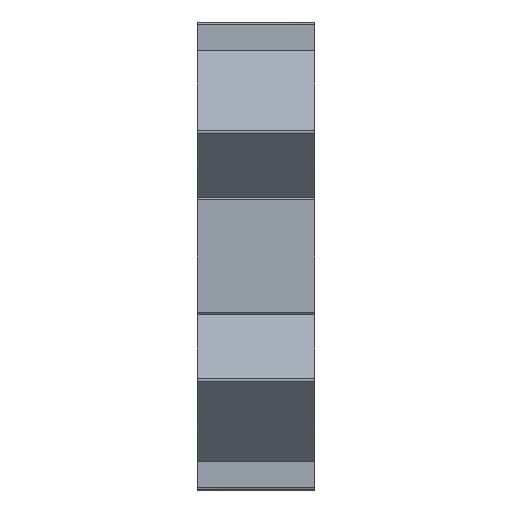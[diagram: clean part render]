
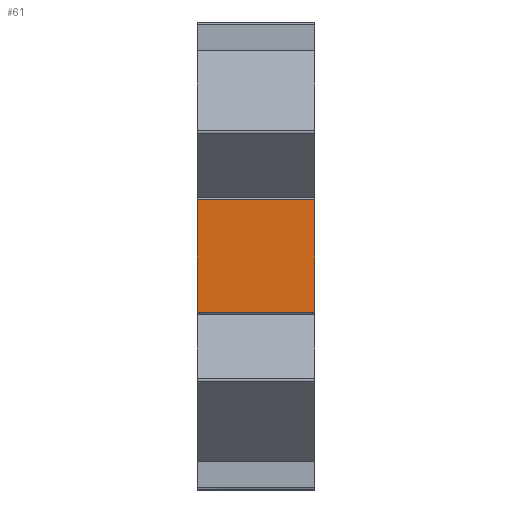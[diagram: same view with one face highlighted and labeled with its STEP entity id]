
A CAD part, left-side view. The second image highlights one B-rep face of the part: STEP entity #61.
In plain terms, the highlighted free-form (B-spline) face has degree [2, 1] with [3, 2] control points.
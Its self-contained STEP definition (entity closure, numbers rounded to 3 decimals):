
#61=ADVANCED_FACE('',(#111),#1827,.T.);
#111=FACE_OUTER_BOUND('',#163,.T.);
#163=EDGE_LOOP('',(#338,#339,#340,#341));
#338=ORIENTED_EDGE('',*,*,#1442,.T.);
#339=ORIENTED_EDGE('',*,*,#1443,.T.);
#340=ORIENTED_EDGE('',*,*,#1444,.T.);
#341=ORIENTED_EDGE('',*,*,#1440,.F.);
#611=PCURVE('',#1826,#887);
#614=PCURVE('',#1827,#890);
#615=PCURVE('',#1827,#891);
#616=PCURVE('',#1827,#892);
#617=PCURVE('',#1827,#893);
#621=PCURVE('',#1828,#897);
#642=PCURVE('',#1786,#918);
#715=PCURVE('',#1787,#991);
#887=DEFINITIONAL_REPRESENTATION('',(#1155),#3397);
#890=DEFINITIONAL_REPRESENTATION('',(#1158),#3397);
#891=DEFINITIONAL_REPRESENTATION('',(#1159),#3397);
#892=DEFINITIONAL_REPRESENTATION('',(#1160),#3397);
#893=DEFINITIONAL_REPRESENTATION('',(#1161),#3397);
#897=DEFINITIONAL_REPRESENTATION('',(#1165),#3397);
#918=DEFINITIONAL_REPRESENTATION('',(#1610),#3397);
#991=DEFINITIONAL_REPRESENTATION('',(#1684),#3397);
#1155=B_SPLINE_CURVE_WITH_KNOTS('',1,(#3009,#3010),.UNSPECIFIED.,.F.,.F.,
(2,2),(0.,20.),.UNSPECIFIED.);
#1158=B_SPLINE_CURVE_WITH_KNOTS('',1,(#3021,#3022),.UNSPECIFIED.,.F.,.F.,
(2,2),(841.306,860.506),.UNSPECIFIED.);
#1159=B_SPLINE_CURVE_WITH_KNOTS('',1,(#3025,#3026),.UNSPECIFIED.,.F.,.F.,
(2,2),(0.,20.),.UNSPECIFIED.);
#1160=B_SPLINE_CURVE_WITH_KNOTS('',1,(#3030,#3031),.UNSPECIFIED.,.F.,.F.,
(2,2),(-860.506,-841.306),.UNSPECIFIED.);
#1161=B_SPLINE_CURVE_WITH_KNOTS('',1,(#3032,#3033),.UNSPECIFIED.,.F.,.F.,
(2,2),(0.,20.),.UNSPECIFIED.);
#1165=B_SPLINE_CURVE_WITH_KNOTS('',1,(#3048,#3049),.UNSPECIFIED.,.F.,.F.,
(2,2),(0.,20.),.UNSPECIFIED.);
#1302=SURFACE_CURVE('',#1586,(#611,#617),.PCURVE_S1.);
#1304=SURFACE_CURVE('',#1588,(#614,#642),.PCURVE_S1.);
#1305=SURFACE_CURVE('',#1589,(#615,#621),.PCURVE_S1.);
#1306=SURFACE_CURVE('',#1590,(#616,#715),.PCURVE_S1.);
#1440=EDGE_CURVE('',#1770,#1771,#1302,.T.);
#1442=EDGE_CURVE('',#1770,#1772,#1304,.T.);
#1443=EDGE_CURVE('',#1772,#1773,#1305,.T.);
#1444=EDGE_CURVE('',#1773,#1771,#1306,.T.);
#1586=(
BOUNDED_CURVE()
B_SPLINE_CURVE(1,(#3007,#3008),.UNSPECIFIED.,.F.,.F.)
B_SPLINE_CURVE_WITH_KNOTS((2,2),(0.,20.),.UNSPECIFIED.)
CURVE()
GEOMETRIC_REPRESENTATION_ITEM()
RATIONAL_B_SPLINE_CURVE((1.,1.))
REPRESENTATION_ITEM('')
);
#1588=(
BOUNDED_CURVE()
B_SPLINE_CURVE(2,(#3018,#3019,#3020),.UNSPECIFIED.,.F.,.F.)
B_SPLINE_CURVE_WITH_KNOTS((3,3),(841.306,860.506),
 .UNSPECIFIED.)
CURVE()
GEOMETRIC_REPRESENTATION_ITEM()
RATIONAL_B_SPLINE_CURVE((1.,1.,1.))
REPRESENTATION_ITEM('')
);
#1589=(
BOUNDED_CURVE()
B_SPLINE_CURVE(1,(#3023,#3024),.UNSPECIFIED.,.F.,.F.)
B_SPLINE_CURVE_WITH_KNOTS((2,2),(0.,20.),.UNSPECIFIED.)
CURVE()
GEOMETRIC_REPRESENTATION_ITEM()
RATIONAL_B_SPLINE_CURVE((1.,1.))
REPRESENTATION_ITEM('')
);
#1590=(
BOUNDED_CURVE()
B_SPLINE_CURVE(2,(#3027,#3028,#3029),.UNSPECIFIED.,.F.,.F.)
B_SPLINE_CURVE_WITH_KNOTS((3,3),(-860.506,-841.306),
 .UNSPECIFIED.)
CURVE()
GEOMETRIC_REPRESENTATION_ITEM()
RATIONAL_B_SPLINE_CURVE((1.,1.,1.))
REPRESENTATION_ITEM('')
);
#1610=(
BOUNDED_CURVE()
B_SPLINE_CURVE(2,(#3130,#3131,#3132),.UNSPECIFIED.,.F.,.F.)
B_SPLINE_CURVE_WITH_KNOTS((3,3),(841.306,860.506),
 .UNSPECIFIED.)
CURVE()
GEOMETRIC_REPRESENTATION_ITEM()
RATIONAL_B_SPLINE_CURVE((1.,1.,1.))
REPRESENTATION_ITEM('')
);
#1684=(
BOUNDED_CURVE()
B_SPLINE_CURVE(2,(#3358,#3359,#3360),.UNSPECIFIED.,.F.,.F.)
B_SPLINE_CURVE_WITH_KNOTS((3,3),(-860.506,-841.306),
 .UNSPECIFIED.)
CURVE()
GEOMETRIC_REPRESENTATION_ITEM()
RATIONAL_B_SPLINE_CURVE((1.,1.,1.))
REPRESENTATION_ITEM('')
);
#1770=VERTEX_POINT('',#2442);
#1771=VERTEX_POINT('',#2443);
#1772=VERTEX_POINT('',#2444);
#1773=VERTEX_POINT('',#2445);
#1786=B_SPLINE_SURFACE_WITH_KNOTS('',1,1,((#2354,#2355),(#2356,#2357)),
 .UNSPECIFIED.,.F.,.F.,.F.,(2,2),(2,2),(-68.5,31.5),
(-50.,50.),.UNSPECIFIED.);
#1787=B_SPLINE_SURFACE_WITH_KNOTS('',1,1,((#2358,#2359),(#2360,#2361)),
 .UNSPECIFIED.,.F.,.F.,.F.,(2,2),(2,2),(-50.,50.),
(-68.5,31.5),.UNSPECIFIED.);
#1826=(
BOUNDED_SURFACE()
B_SPLINE_SURFACE(2,1,((#2308,#2309),(#2310,#2311),(#2312,#2313)),
 .UNSPECIFIED.,.F.,.F.,.F.)
B_SPLINE_SURFACE_WITH_KNOTS((3,3),(2,2),(840.678,841.306),
(0.,20.),.UNSPECIFIED.)
GEOMETRIC_REPRESENTATION_ITEM()
RATIONAL_B_SPLINE_SURFACE(((1.,1.),(0.707,0.707),
(1.,1.)))
REPRESENTATION_ITEM('')
SURFACE()
);
#1827=(
BOUNDED_SURFACE()
B_SPLINE_SURFACE(2,1,((#2314,#2315),(#2316,#2317),(#2318,#2319)),
 .UNSPECIFIED.,.F.,.F.,.F.)
B_SPLINE_SURFACE_WITH_KNOTS((3,3),(2,2),(841.306,860.506),
(0.,20.),.UNSPECIFIED.)
GEOMETRIC_REPRESENTATION_ITEM()
RATIONAL_B_SPLINE_SURFACE(((1.,1.),(1.,1.),(1.,1.)))
REPRESENTATION_ITEM('')
SURFACE()
);
#1828=(
BOUNDED_SURFACE()
B_SPLINE_SURFACE(2,1,((#2320,#2321),(#2322,#2323),(#2324,#2325)),
 .UNSPECIFIED.,.F.,.F.,.F.)
B_SPLINE_SURFACE_WITH_KNOTS((3,3),(2,2),(860.506,861.134),
(0.,20.),.UNSPECIFIED.)
GEOMETRIC_REPRESENTATION_ITEM()
RATIONAL_B_SPLINE_SURFACE(((1.,1.),(0.707,0.707),
(1.,1.)))
REPRESENTATION_ITEM('')
SURFACE()
);
#2308=CARTESIAN_POINT('',(-39.6,0.,-10.));
#2309=CARTESIAN_POINT('',(-39.6,20.,-10.));
#2310=CARTESIAN_POINT('',(-40.,0.,-10.));
#2311=CARTESIAN_POINT('',(-40.,20.,-10.));
#2312=CARTESIAN_POINT('',(-40.,0.,-9.6));
#2313=CARTESIAN_POINT('',(-40.,20.,-9.6));
#2314=CARTESIAN_POINT('',(-40.,0.,-9.6));
#2315=CARTESIAN_POINT('',(-40.,20.,-9.6));
#2316=CARTESIAN_POINT('',(-40.,0.,0.));
#2317=CARTESIAN_POINT('',(-40.,20.,0.));
#2318=CARTESIAN_POINT('',(-40.,0.,9.6));
#2319=CARTESIAN_POINT('',(-40.,20.,9.6));
#2320=CARTESIAN_POINT('',(-40.,0.,9.6));
#2321=CARTESIAN_POINT('',(-40.,20.,9.6));
#2322=CARTESIAN_POINT('',(-40.,0.,10.));
#2323=CARTESIAN_POINT('',(-40.,20.,10.));
#2324=CARTESIAN_POINT('',(-39.6,0.,10.));
#2325=CARTESIAN_POINT('',(-39.6,20.,10.));
#2354=CARTESIAN_POINT('',(-50.,0.,50.));
#2355=CARTESIAN_POINT('',(50.,0.,50.));
#2356=CARTESIAN_POINT('',(-50.,0.,-50.));
#2357=CARTESIAN_POINT('',(50.,0.,-50.));
#2358=CARTESIAN_POINT('',(-50.,20.,50.));
#2359=CARTESIAN_POINT('',(-50.,20.,-50.));
#2360=CARTESIAN_POINT('',(50.,20.,50.));
#2361=CARTESIAN_POINT('',(50.,20.,-50.));
#2442=CARTESIAN_POINT('',(-40.,0.,-9.6));
#2443=CARTESIAN_POINT('',(-40.,20.,-9.6));
#2444=CARTESIAN_POINT('',(-40.,0.,9.6));
#2445=CARTESIAN_POINT('',(-40.,20.,9.6));
#3007=CARTESIAN_POINT('',(-40.,0.,-9.6));
#3008=CARTESIAN_POINT('',(-40.,20.,-9.6));
#3009=CARTESIAN_POINT('',(841.306,0.));
#3010=CARTESIAN_POINT('',(841.306,20.));
#3018=CARTESIAN_POINT('',(-40.,0.,-9.6));
#3019=CARTESIAN_POINT('',(-40.,0.,0.));
#3020=CARTESIAN_POINT('',(-40.,0.,9.6));
#3021=CARTESIAN_POINT('',(841.306,0.));
#3022=CARTESIAN_POINT('',(860.506,0.));
#3023=CARTESIAN_POINT('',(-40.,0.,9.6));
#3024=CARTESIAN_POINT('',(-40.,20.,9.6));
#3025=CARTESIAN_POINT('',(860.506,0.));
#3026=CARTESIAN_POINT('',(860.506,20.));
#3027=CARTESIAN_POINT('',(-40.,20.,9.6));
#3028=CARTESIAN_POINT('',(-40.,20.,0.));
#3029=CARTESIAN_POINT('',(-40.,20.,-9.6));
#3030=CARTESIAN_POINT('',(860.506,20.));
#3031=CARTESIAN_POINT('',(841.306,20.));
#3032=CARTESIAN_POINT('',(841.306,0.));
#3033=CARTESIAN_POINT('',(841.306,20.));
#3048=CARTESIAN_POINT('',(860.506,0.));
#3049=CARTESIAN_POINT('',(860.506,20.));
#3130=CARTESIAN_POINT('',(-8.9,-40.));
#3131=CARTESIAN_POINT('',(-18.5,-40.));
#3132=CARTESIAN_POINT('',(-28.1,-40.));
#3358=CARTESIAN_POINT('',(-40.,-28.1));
#3359=CARTESIAN_POINT('',(-40.,-18.5));
#3360=CARTESIAN_POINT('',(-40.,-8.9));
#3397=(
GEOMETRIC_REPRESENTATION_CONTEXT(2)
PARAMETRIC_REPRESENTATION_CONTEXT()
REPRESENTATION_CONTEXT('pspace','')
);
